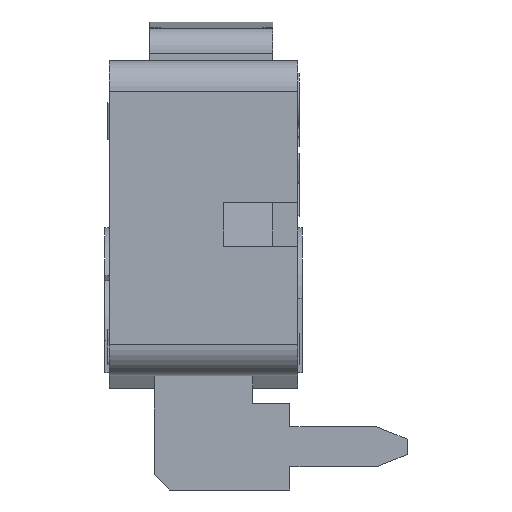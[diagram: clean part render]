
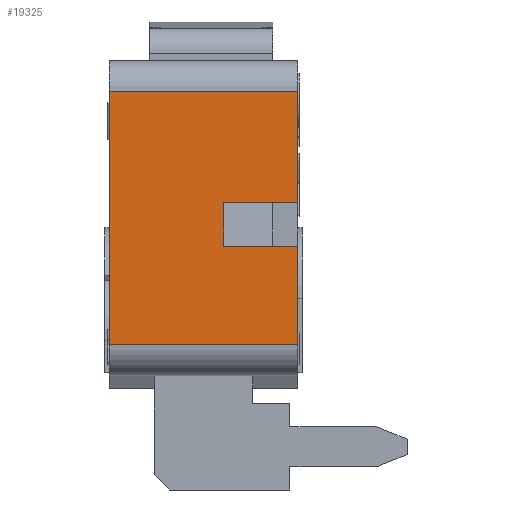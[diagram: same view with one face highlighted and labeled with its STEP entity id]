
A CAD part, left-side view. The second image highlights one B-rep face of the part: STEP entity #19325.
In plain terms, the highlighted planar face has unit normal (-1, 0, 0).
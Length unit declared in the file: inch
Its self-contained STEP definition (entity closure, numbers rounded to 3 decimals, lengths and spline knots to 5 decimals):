
#2161=CARTESIAN_POINT('',(-0.20079,-0.24016,0.12205));
#2162=VERTEX_POINT('',#2161);
#2169=CARTESIAN_POINT('',(-0.20079,-0.14567,0.12205));
#2170=VERTEX_POINT('',#2169);
#2171=CARTESIAN_POINT('',(-0.20079,-0.14567,0.12205));
#2172=DIRECTION('',(0.0,-1.0,0.0));
#2173=VECTOR('',#2172,0.09449);
#2174=LINE('',#2171,#2173);
#2175=EDGE_CURVE('',#2170,#2162,#2174,.T.);
#15716=CARTESIAN_POINT('',(-0.20079,-0.24016,0.06693));
#15717=VERTEX_POINT('',#15716);
#15724=CARTESIAN_POINT('',(-0.20079,-0.24016,-0.05906));
#15725=VERTEX_POINT('',#15724);
#15726=CARTESIAN_POINT('',(-0.20079,-0.24016,-0.05906));
#15727=DIRECTION('',(0.0,0.0,1.0));
#15728=VECTOR('',#15727,0.12598);
#15729=LINE('',#15726,#15728);
#15730=EDGE_CURVE('',#15725,#15717,#15729,.T.);
#15877=CARTESIAN_POINT('',(-0.20079,-0.24016,0.26378));
#15878=VERTEX_POINT('',#15877);
#15886=CARTESIAN_POINT('',(-0.20079,-0.24016,0.12205));
#15887=DIRECTION('',(0.0,0.0,1.0));
#15888=VECTOR('',#15887,0.14173);
#15889=LINE('',#15886,#15888);
#15890=EDGE_CURVE('',#2162,#15878,#15889,.T.);
#16640=CARTESIAN_POINT('',(-0.20079,-0.14567,0.06693));
#16641=VERTEX_POINT('',#16640);
#16650=CARTESIAN_POINT('',(-0.20079,-0.24016,0.06693));
#16651=DIRECTION('',(0.0,1.0,0.0));
#16652=VECTOR('',#16651,0.09449);
#16653=LINE('',#16650,#16652);
#16654=EDGE_CURVE('',#15717,#16641,#16653,.T.);
#17573=CARTESIAN_POINT('',(-0.20079,0.0,-0.05906));
#17574=VERTEX_POINT('',#17573);
#17582=CARTESIAN_POINT('',(-0.20079,0.0,0.26378));
#17583=VERTEX_POINT('',#17582);
#17584=CARTESIAN_POINT('',(-0.20079,0.0,0.26378));
#17585=DIRECTION('',(0.0,0.0,-1.0));
#17586=VECTOR('',#17585,0.32283);
#17587=LINE('',#17584,#17586);
#17588=EDGE_CURVE('',#17583,#17574,#17587,.T.);
#19289=CARTESIAN_POINT('',(-0.20079,-0.14567,0.06693));
#19290=DIRECTION('',(0.0,0.0,1.0));
#19291=VECTOR('',#19290,0.05512);
#19292=LINE('',#19289,#19291);
#19293=EDGE_CURVE('',#16641,#2170,#19292,.T.);
#19300=CARTESIAN_POINT('',(-0.20079,-0.25217,-0.0752));
#19301=DIRECTION('',(-1.0,0.0,0.0));
#19302=DIRECTION('',(0.0,0.0,1.0));
#19303=AXIS2_PLACEMENT_3D('',#19300,#19301,#19302);
#19304=PLANE('',#19303);
#19305=ORIENTED_EDGE('',*,*,#17588,.T.);
#19306=CARTESIAN_POINT('',(-0.20079,-0.24016,-0.05906));
#19307=DIRECTION('',(0.0,1.0,0.0));
#19308=VECTOR('',#19307,0.24016);
#19309=LINE('',#19306,#19308);
#19310=EDGE_CURVE('',#15725,#17574,#19309,.T.);
#19311=ORIENTED_EDGE('',*,*,#19310,.F.);
#19312=ORIENTED_EDGE('',*,*,#15730,.T.);
#19313=ORIENTED_EDGE('',*,*,#16654,.T.);
#19314=ORIENTED_EDGE('',*,*,#19293,.T.);
#19315=ORIENTED_EDGE('',*,*,#2175,.T.);
#19316=ORIENTED_EDGE('',*,*,#15890,.T.);
#19317=CARTESIAN_POINT('',(-0.20079,-0.24016,0.26378));
#19318=DIRECTION('',(0.0,1.0,0.0));
#19319=VECTOR('',#19318,0.24016);
#19320=LINE('',#19317,#19319);
#19321=EDGE_CURVE('',#15878,#17583,#19320,.T.);
#19322=ORIENTED_EDGE('',*,*,#19321,.T.);
#19323=EDGE_LOOP('',(#19305,#19311,#19312,#19313,#19314,#19315,#19316,#19322));
#19324=FACE_OUTER_BOUND('',#19323,.T.);
#19325=ADVANCED_FACE('',(#19324),#19304,.T.);
